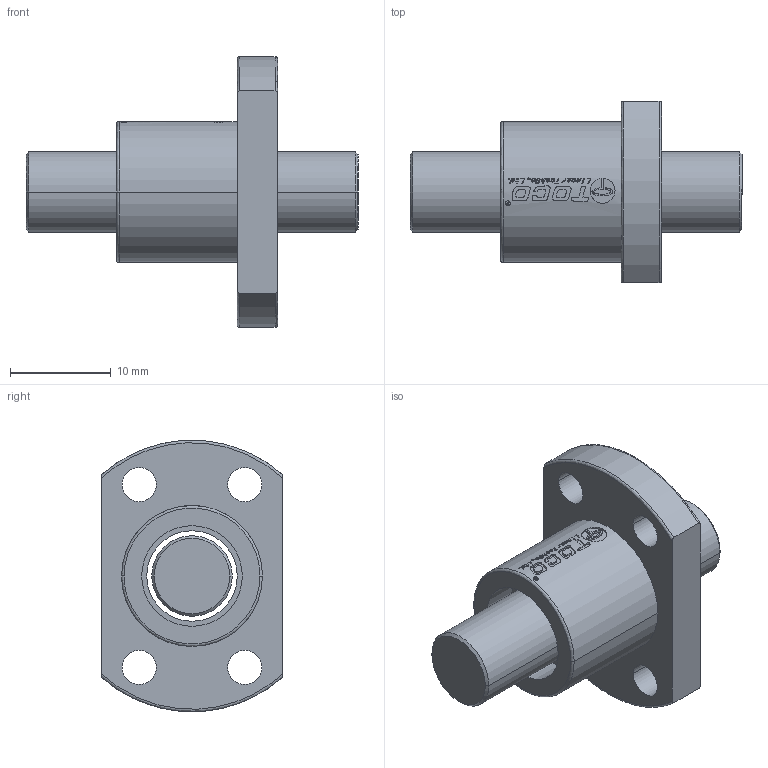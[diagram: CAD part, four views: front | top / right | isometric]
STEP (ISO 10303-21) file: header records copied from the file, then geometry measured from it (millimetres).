
FILE_DESCRIPTION (( 'STEP AP203' ), '1' );
FILE_NAME ('SFK00801.STEP', '2019-04-04T02:59:40', ( '' ), ( '' ), 'SwSTEP 2.0', 'SolidWorks 2015', '' );
FILE_SCHEMA (( 'CONFIG_CONTROL_DESIGN' ));
Length unit declared in the file: millimetre
Products named in the file (1): SFK00801
Bounding box: 33 x 18 x 26.94 mm (x, y, z)
Volume: 4024.8 mm3; surface area: 3106.8 mm2
Topology: 2 solids, 2 shells, 669 faces, 1875 edges, 1248 vertices
Faces by surface type: plane 604, cylinder 34, bspline 27, cone 4
Entity records: 22982 total; most frequent: CARTESIAN_POINT 7193, ORIENTED_EDGE 3750, DIRECTION 2691, EDGE_CURVE 1875, VECTOR 1269, LINE 1269, VERTEX_POINT 1248, EDGE_LOOP 717
